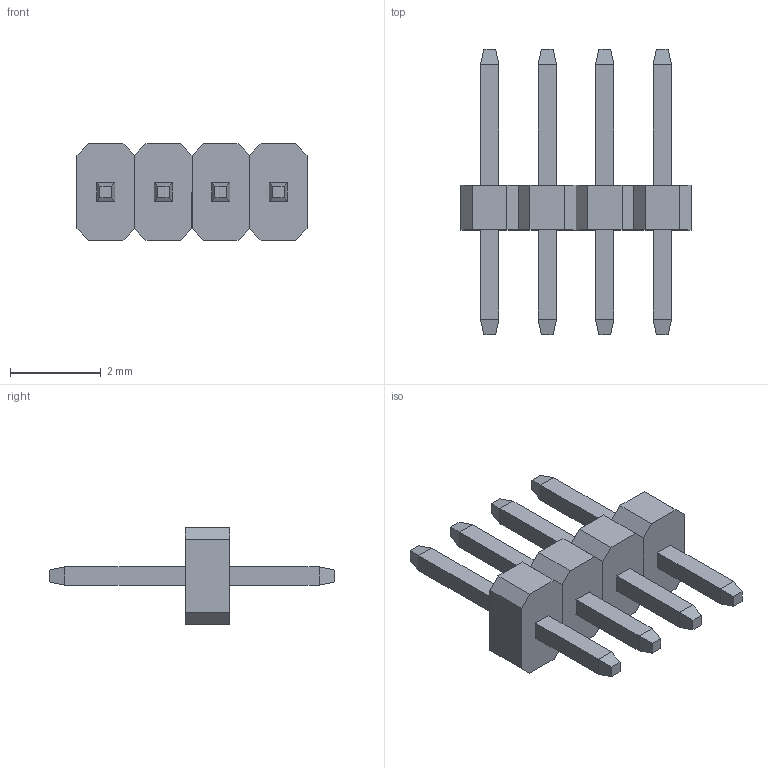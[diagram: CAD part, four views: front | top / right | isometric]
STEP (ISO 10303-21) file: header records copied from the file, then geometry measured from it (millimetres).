
FILE_DESCRIPTION (( 'STEP AP214' ), '1' );
FILE_NAME ('GRPB041VWVN-RC.STEP', '2024-10-10T22:50:05', ( '' ), ( '' ), 'SwSTEP 2.0', 'SolidWorks 2021', '' );
FILE_SCHEMA (( 'AUTOMOTIVE_DESIGN' ));
Length unit declared in the file: millimetre
Products named in the file (3): Pin - Gold; GRPB021VWVN-RC_GRP04; GRPB041VWVN-RC
Assembly tree (5 placements, depth 2):
  GRPB041VWVN-RC
    GRPB021VWVN-RC_GRP04
    Pin - Gold  x4
Bounding box: 5.08 x 6.3 x 2.13 mm (x, y, z)
Volume: 13.6 mm3; surface area: 92.5 mm2
Topology: 12 solids, 12 shells, 136 faces, 304 edges, 192 vertices
Faces by surface type: plane 136
Entity records: 2350 total; most frequent: CARTESIAN_POINT 388, ORIENTED_EDGE 368, DIRECTION 352, LINE 184, EDGE_CURVE 184, VECTOR 184, VERTEX_POINT 120, AXIS2_PLACEMENT_3D 84
